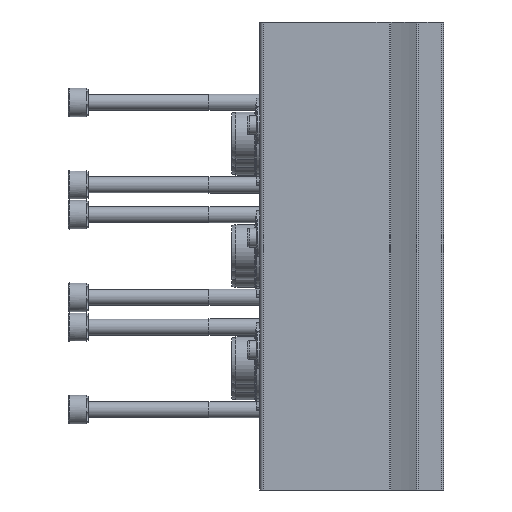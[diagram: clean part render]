
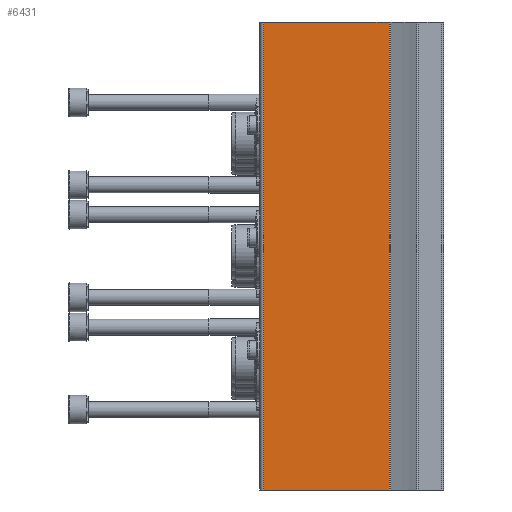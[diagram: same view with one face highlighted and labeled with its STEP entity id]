
A CAD part, left-side view. The second image highlights one B-rep face of the part: STEP entity #6431.
In plain terms, the highlighted planar face has unit normal (-1, 0, 0).
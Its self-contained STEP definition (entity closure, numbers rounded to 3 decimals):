
#209=PLANE('',#6933);
#861=ORIENTED_EDGE('',*,*,#2597,.F.);
#862=ORIENTED_EDGE('',*,*,#2596,.F.);
#863=ORIENTED_EDGE('',*,*,#2598,.T.);
#864=ORIENTED_EDGE('',*,*,#2599,.T.);
#2596=EDGE_CURVE('',#3464,#3462,#4072,.T.);
#2597=EDGE_CURVE('',#3462,#3465,#4073,.T.);
#2598=EDGE_CURVE('',#3464,#3466,#4074,.T.);
#2599=EDGE_CURVE('',#3466,#3465,#4075,.T.);
#3462=VERTEX_POINT('',#10033);
#3464=VERTEX_POINT('',#10037);
#3465=VERTEX_POINT('',#10041);
#3466=VERTEX_POINT('',#10043);
#4072=LINE('',#10038,#4556);
#4073=LINE('',#10040,#4557);
#4074=LINE('',#10042,#4558);
#4075=LINE('',#10044,#4559);
#4556=VECTOR('',#7750,1000.);
#4557=VECTOR('',#7753,1000.);
#4558=VECTOR('',#7754,1000.);
#4559=VECTOR('',#7755,1000.);
#5049=EDGE_LOOP('',(#861,#862,#863,#864));
#5684=FACE_BOUND('',#5049,.T.);
#6431=ADVANCED_FACE('',(#5684),#209,.T.);
#6933=AXIS2_PLACEMENT_3D('',#10039,#7751,#7752);
#7750=DIRECTION('',(0.,0.,1.));
#7751=DIRECTION('',(-1.,0.,0.));
#7752=DIRECTION('',(0.,0.,1.));
#7753=DIRECTION('',(0.,-1.,0.));
#7754=DIRECTION('',(0.,-1.,0.));
#7755=DIRECTION('',(0.,0.,1.));
#10033=CARTESIAN_POINT('',(-63.,44.,0.));
#10037=CARTESIAN_POINT('',(-63.,44.,-114.5));
#10038=CARTESIAN_POINT('',(-63.,44.,-114.5));
#10039=CARTESIAN_POINT('',(-63.,44.,-114.5));
#10040=CARTESIAN_POINT('',(-63.,44.,0.));
#10041=CARTESIAN_POINT('',(-63.,13.354,0.));
#10042=CARTESIAN_POINT('',(-63.,44.,-114.5));
#10043=CARTESIAN_POINT('',(-63.,13.354,-114.5));
#10044=CARTESIAN_POINT('',(-63.,13.354,-114.5));
